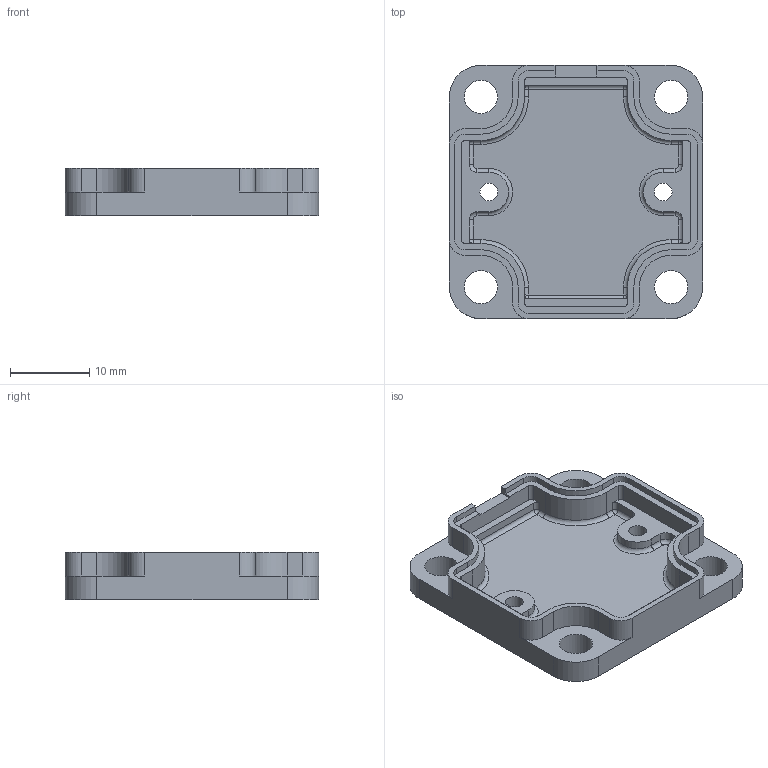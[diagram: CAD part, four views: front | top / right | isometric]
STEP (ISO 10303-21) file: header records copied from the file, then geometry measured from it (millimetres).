
FILE_DESCRIPTION(/* description */ (''),/* implementation_level */ '2;1');
FILE_NAME(/* name */ '45-0101.stp',/* time_stamp */ '2014-07-10T09:22:33-04:00',/* author */ ('Justin'),/* organization */ (''),/* preprocessor_version */ 'ST-DEVELOPER v15.6',/* originating_system */ 'Autodesk Inventor 2015',/* authorisation */ '');
FILE_SCHEMA (('AUTOMOTIVE_DESIGN { 1 0 10303 214 3 1 1 }'));
Length unit declared in the file: millimetre
Products named in the file (1): 45-0101
Bounding box: 32 x 32 x 6 mm (x, y, z)
Volume: 2408.3 mm3; surface area: 3263.8 mm2
Topology: 1 solids, 1 shells, 169 faces, 454 edges, 288 vertices
Faces by surface type: cylinder 82, plane 67, sphere 8, torus 6, bspline 4, cone 2
Full cylindrical faces by diameter (mm): 2.25 x2, 4.2 x4
Entity records: 5298 total; most frequent: DIRECTION 952, CARTESIAN_POINT 932, ORIENTED_EDGE 888, EDGE_CURVE 444, AXIS2_PLACEMENT_3D 342, VERTEX_POINT 286, LINE 268, VECTOR 268
